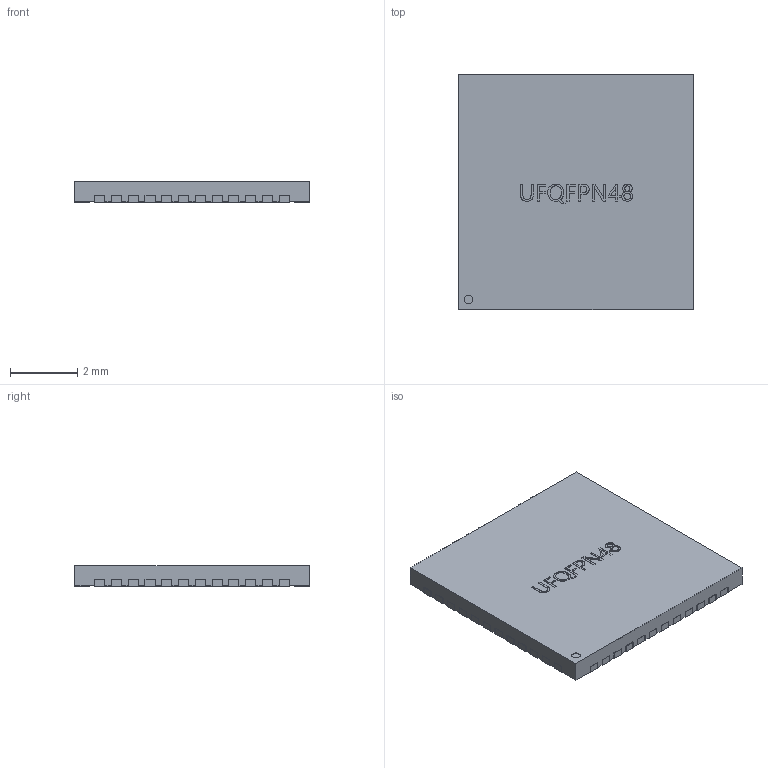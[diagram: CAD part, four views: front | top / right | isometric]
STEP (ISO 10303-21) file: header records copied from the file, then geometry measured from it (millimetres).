
FILE_DESCRIPTION (( 'STEP AP203' ), '1' );
FILE_NAME ('ufqfpn48.STEP', '2022-02-07T15:25:04', ( '' ), ( '' ), 'SwSTEP 2.0', 'SolidWorks 2019', '' );
FILE_SCHEMA (( 'CONFIG_CONTROL_DESIGN' ));
Length unit declared in the file: millimetre
Products named in the file (1): ufqfpn48
Bounding box: 7 x 7 x 0.61 mm (x, y, z)
Volume: 29.4 mm3; surface area: 115.7 mm2
Topology: 1 solids, 1 shells, 488 faces, 1392 edges, 928 vertices
Faces by surface type: plane 372, cylinder 62, bspline 54
Entity records: 18665 total; most frequent: CARTESIAN_POINT 6095, ORIENTED_EDGE 2784, DIRECTION 2278, EDGE_CURVE 1392, VECTOR 1160, LINE 1160, VERTEX_POINT 928, AXIS2_PLACEMENT_3D 559
